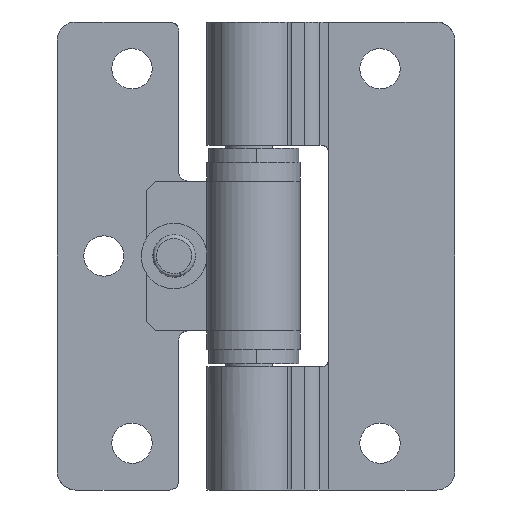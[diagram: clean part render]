
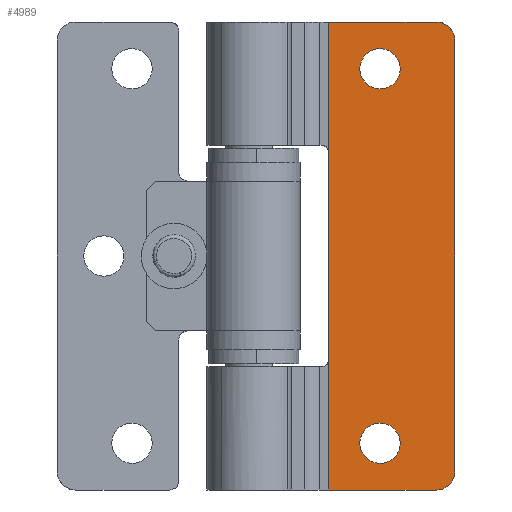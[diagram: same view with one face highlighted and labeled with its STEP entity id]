
A CAD part, front view. The second image highlights one B-rep face of the part: STEP entity #4989.
In plain terms, the highlighted free-form (B-spline) face has degree [1, 1] with [2, 2] control points.
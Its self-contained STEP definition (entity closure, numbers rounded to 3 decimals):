
#3139=CARTESIAN_POINT('',(13.5,5.0,7.15));
#3140=VERTEX_POINT('',#3139);
#3141=CARTESIAN_POINT('',(11.357,5.0,5.169));
#3142=VERTEX_POINT('',#3141);
#3143=CARTESIAN_POINT('',(13.5,5.0,7.15));
#3144=CARTESIAN_POINT('',(11.513,5.,7.15));
#3145=CARTESIAN_POINT('',(11.357,5.0,5.169));
#3153=(BOUNDED_CURVE()B_SPLINE_CURVE(2,(#3143,#3144,#3145),.UNSPECIFIED.,.F.,.U.)B_SPLINE_CURVE_WITH_KNOTS((3,3),(0.0,0.236),.UNSPECIFIED.)CURVE()GEOMETRIC_REPRESENTATION_ITEM()RATIONAL_B_SPLINE_CURVE((1.0,0.723,0.97))REPRESENTATION_ITEM(''));
#3154=EDGE_CURVE('',#3140,#3142,#3153,.T.);
#3195=CARTESIAN_POINT('',(15.643,5.0,4.831));
#3196=VERTEX_POINT('',#3195);
#3202=CARTESIAN_POINT('',(15.643,5.0,4.831));
#3203=CARTESIAN_POINT('',(15.65,5.0,4.916));
#3204=CARTESIAN_POINT('',(15.65,5.0,5.0));
#3205=CARTESIAN_POINT('',(15.65,5.,7.15));
#3206=CARTESIAN_POINT('',(13.5,5.0,7.15));
#3214=(BOUNDED_CURVE()B_SPLINE_CURVE(2,(#3202,#3203,#3204,#3205,#3206),.UNSPECIFIED.,.F.,.U.)B_SPLINE_CURVE_WITH_KNOTS((3,2,3),(0.736,0.75,1.0),.UNSPECIFIED.)CURVE()GEOMETRIC_REPRESENTATION_ITEM()RATIONAL_B_SPLINE_CURVE((0.97,0.984,1.0,0.707,1.0))REPRESENTATION_ITEM(''));
#3215=EDGE_CURVE('',#3196,#3140,#3214,.T.);
#3238=CARTESIAN_POINT('',(13.5,5.0,2.85));
#3239=VERTEX_POINT('',#3238);
#3240=CARTESIAN_POINT('',(11.357,5.0,5.169));
#3241=CARTESIAN_POINT('',(11.35,5.0,5.084));
#3242=CARTESIAN_POINT('',(11.35,5.0,5.0));
#3243=CARTESIAN_POINT('',(11.35,5.,2.85));
#3244=CARTESIAN_POINT('',(13.5,5.0,2.85));
#3252=(BOUNDED_CURVE()B_SPLINE_CURVE(2,(#3240,#3241,#3242,#3243,#3244),.UNSPECIFIED.,.F.,.U.)B_SPLINE_CURVE_WITH_KNOTS((3,2,3),(0.236,0.25,0.5),.UNSPECIFIED.)CURVE()GEOMETRIC_REPRESENTATION_ITEM()RATIONAL_B_SPLINE_CURVE((0.97,0.984,1.0,0.707,1.0))REPRESENTATION_ITEM(''));
#3253=EDGE_CURVE('',#3142,#3239,#3252,.T.);
#3255=CARTESIAN_POINT('',(13.5,5.0,2.85));
#3256=CARTESIAN_POINT('',(15.487,5.,2.85));
#3257=CARTESIAN_POINT('',(15.643,5.0,4.831));
#3265=(BOUNDED_CURVE()B_SPLINE_CURVE(2,(#3255,#3256,#3257),.UNSPECIFIED.,.F.,.U.)B_SPLINE_CURVE_WITH_KNOTS((3,3),(0.5,0.736),.UNSPECIFIED.)CURVE()GEOMETRIC_REPRESENTATION_ITEM()RATIONAL_B_SPLINE_CURVE((1.0,0.723,0.97))REPRESENTATION_ITEM(''));
#3266=EDGE_CURVE('',#3239,#3196,#3265,.T.);
#3321=CARTESIAN_POINT('',(13.5,5.0,47.15));
#3322=VERTEX_POINT('',#3321);
#3323=CARTESIAN_POINT('',(11.357,5.0,45.169));
#3324=VERTEX_POINT('',#3323);
#3325=CARTESIAN_POINT('',(13.5,5.0,47.15));
#3326=CARTESIAN_POINT('',(11.513,5.0,47.15));
#3327=CARTESIAN_POINT('',(11.357,5.,45.169));
#3335=(BOUNDED_CURVE()B_SPLINE_CURVE(2,(#3325,#3326,#3327),.UNSPECIFIED.,.F.,.U.)B_SPLINE_CURVE_WITH_KNOTS((3,3),(0.0,0.236),.UNSPECIFIED.)CURVE()GEOMETRIC_REPRESENTATION_ITEM()RATIONAL_B_SPLINE_CURVE((1.0,0.723,0.97))REPRESENTATION_ITEM(''));
#3336=EDGE_CURVE('',#3322,#3324,#3335,.T.);
#3377=CARTESIAN_POINT('',(15.643,5.0,44.831));
#3378=VERTEX_POINT('',#3377);
#3384=CARTESIAN_POINT('',(15.643,5.0,44.831));
#3385=CARTESIAN_POINT('',(15.65,5.0,44.916));
#3386=CARTESIAN_POINT('',(15.65,5.0,45.0));
#3387=CARTESIAN_POINT('',(15.65,5.,47.15));
#3388=CARTESIAN_POINT('',(13.5,5.0,47.15));
#3396=(BOUNDED_CURVE()B_SPLINE_CURVE(2,(#3384,#3385,#3386,#3387,#3388),.UNSPECIFIED.,.F.,.U.)B_SPLINE_CURVE_WITH_KNOTS((3,2,3),(0.736,0.75,1.0),.UNSPECIFIED.)CURVE()GEOMETRIC_REPRESENTATION_ITEM()RATIONAL_B_SPLINE_CURVE((0.97,0.984,1.0,0.707,1.0))REPRESENTATION_ITEM(''));
#3397=EDGE_CURVE('',#3378,#3322,#3396,.T.);
#3420=CARTESIAN_POINT('',(13.5,5.0,42.85));
#3421=VERTEX_POINT('',#3420);
#3422=CARTESIAN_POINT('',(11.357,5.0,45.169));
#3423=CARTESIAN_POINT('',(11.35,5.0,45.084));
#3424=CARTESIAN_POINT('',(11.35,5.0,45.0));
#3425=CARTESIAN_POINT('',(11.35,5.,42.85));
#3426=CARTESIAN_POINT('',(13.5,5.0,42.85));
#3434=(BOUNDED_CURVE()B_SPLINE_CURVE(2,(#3422,#3423,#3424,#3425,#3426),.UNSPECIFIED.,.F.,.U.)B_SPLINE_CURVE_WITH_KNOTS((3,2,3),(0.236,0.25,0.5),.UNSPECIFIED.)CURVE()GEOMETRIC_REPRESENTATION_ITEM()RATIONAL_B_SPLINE_CURVE((0.97,0.984,1.0,0.707,1.0))REPRESENTATION_ITEM(''));
#3435=EDGE_CURVE('',#3324,#3421,#3434,.T.);
#3437=CARTESIAN_POINT('',(13.5,5.0,42.85));
#3438=CARTESIAN_POINT('',(15.487,5.,42.85));
#3439=CARTESIAN_POINT('',(15.643,5.0,44.831));
#3447=(BOUNDED_CURVE()B_SPLINE_CURVE(2,(#3437,#3438,#3439),.UNSPECIFIED.,.F.,.U.)B_SPLINE_CURVE_WITH_KNOTS((3,3),(0.5,0.736),.UNSPECIFIED.)CURVE()GEOMETRIC_REPRESENTATION_ITEM()RATIONAL_B_SPLINE_CURVE((1.0,0.723,0.97))REPRESENTATION_ITEM(''));
#3448=EDGE_CURVE('',#3421,#3378,#3447,.T.);
#3516=CARTESIAN_POINT('',(19.5,5.0,50.0));
#3517=VERTEX_POINT('',#3516);
#3523=CARTESIAN_POINT('',(21.5,5.0,48.0));
#3524=VERTEX_POINT('',#3523);
#3525=CARTESIAN_POINT('',(21.5,5.0,48.0));
#3526=CARTESIAN_POINT('',(21.5,5.,50.0));
#3527=CARTESIAN_POINT('',(19.5,5.0,50.0));
#3535=(BOUNDED_CURVE()B_SPLINE_CURVE(2,(#3525,#3526,#3527),.UNSPECIFIED.,.F.,.U.)CURVE()GEOMETRIC_REPRESENTATION_ITEM()QUASI_UNIFORM_CURVE()RATIONAL_B_SPLINE_CURVE((1.0,0.707,1.0))REPRESENTATION_ITEM(''));
#3536=EDGE_CURVE('',#3524,#3517,#3535,.T.);
#3577=CARTESIAN_POINT('',(21.5,5.0,2.0));
#3578=VERTEX_POINT('',#3577);
#3584=CARTESIAN_POINT('',(19.5,5.0,0.0));
#3585=VERTEX_POINT('',#3584);
#3586=CARTESIAN_POINT('',(19.5,5.0,0.0));
#3587=CARTESIAN_POINT('',(21.5,5.,0.0));
#3588=CARTESIAN_POINT('',(21.5,5.0,2.0));
#3596=(BOUNDED_CURVE()B_SPLINE_CURVE(2,(#3586,#3587,#3588),.UNSPECIFIED.,.F.,.U.)CURVE()GEOMETRIC_REPRESENTATION_ITEM()QUASI_UNIFORM_CURVE()RATIONAL_B_SPLINE_CURVE((1.0,0.707,1.0))REPRESENTATION_ITEM(''));
#3597=EDGE_CURVE('',#3585,#3578,#3596,.T.);
#3825=CARTESIAN_POINT('',(8.,5.0,13.9));
#3826=VERTEX_POINT('',#3825);
#3884=CARTESIAN_POINT('',(8.0,5.,36.1));
#3885=VERTEX_POINT('',#3884);
#3886=CARTESIAN_POINT('',(8.0,5.,36.1));
#3887=CARTESIAN_POINT('',(8.,5.0,13.9));
#3888=QUASI_UNIFORM_CURVE('',1,(#3886,#3887),.UNSPECIFIED.,.F.,.U.);
#3889=EDGE_CURVE('',#3885,#3826,#3888,.T.);
#4182=CARTESIAN_POINT('',(8.,5.0,0.0));
#4183=VERTEX_POINT('',#4182);
#4184=CARTESIAN_POINT('',(19.5,5.0,0.0));
#4185=CARTESIAN_POINT('',(8.,5.0,0.0));
#4186=QUASI_UNIFORM_CURVE('',1,(#4184,#4185),.UNSPECIFIED.,.F.,.U.);
#4187=EDGE_CURVE('',#3585,#4183,#4186,.T.);
#4383=CARTESIAN_POINT('',(8.,5.0,50.0));
#4384=VERTEX_POINT('',#4383);
#4385=CARTESIAN_POINT('',(19.5,5.0,50.0));
#4386=CARTESIAN_POINT('',(8.,5.0,50.0));
#4387=QUASI_UNIFORM_CURVE('',1,(#4385,#4386),.UNSPECIFIED.,.F.,.U.);
#4388=EDGE_CURVE('',#3517,#4384,#4387,.T.);
#4762=CARTESIAN_POINT('',(8.,5.0,50.0));
#4763=CARTESIAN_POINT('',(8.0,5.,36.1));
#4764=QUASI_UNIFORM_CURVE('',1,(#4762,#4763),.UNSPECIFIED.,.F.,.U.);
#4765=EDGE_CURVE('',#4384,#3885,#4764,.T.);
#4781=CARTESIAN_POINT('',(21.5,5.0,48.0));
#4782=CARTESIAN_POINT('',(21.5,5.0,2.0));
#4783=QUASI_UNIFORM_CURVE('',1,(#4781,#4782),.UNSPECIFIED.,.F.,.U.);
#4784=EDGE_CURVE('',#3524,#3578,#4783,.T.);
#4958=CARTESIAN_POINT('',(7.326,5.0,52.497));
#4959=CARTESIAN_POINT('',(7.326,5.0,-2.498));
#4960=CARTESIAN_POINT('',(22.174,5.0,52.497));
#4961=CARTESIAN_POINT('',(22.174,5.0,-2.498));
#4962=B_SPLINE_SURFACE_WITH_KNOTS('',1,1,((#4958,#4960),(#4959,#4961)),.UNSPECIFIED.,.F.,.F.,.U.,(2,2),(2,2),(0.0,54.995),(0.0,14.849),.UNSPECIFIED.);
#4963=ORIENTED_EDGE('',*,*,#4187,.F.);
#4964=ORIENTED_EDGE('',*,*,#3597,.T.);
#4965=ORIENTED_EDGE('',*,*,#4784,.F.);
#4966=ORIENTED_EDGE('',*,*,#3536,.T.);
#4967=ORIENTED_EDGE('',*,*,#4388,.T.);
#4968=ORIENTED_EDGE('',*,*,#4765,.T.);
#4969=ORIENTED_EDGE('',*,*,#3889,.T.);
#4970=CARTESIAN_POINT('',(8.,5.0,13.9));
#4971=CARTESIAN_POINT('',(8.,5.0,0.0));
#4972=QUASI_UNIFORM_CURVE('',1,(#4970,#4971),.UNSPECIFIED.,.F.,.U.);
#4973=EDGE_CURVE('',#3826,#4183,#4972,.T.);
#4974=ORIENTED_EDGE('',*,*,#4973,.T.);
#4975=EDGE_LOOP('',(#4963,#4964,#4965,#4966,#4967,#4968,#4969,#4974));
#4976=FACE_OUTER_BOUND('',#4975,.T.);
#4977=ORIENTED_EDGE('',*,*,#3448,.F.);
#4978=ORIENTED_EDGE('',*,*,#3435,.F.);
#4979=ORIENTED_EDGE('',*,*,#3336,.F.);
#4980=ORIENTED_EDGE('',*,*,#3397,.F.);
#4981=EDGE_LOOP('',(#4977,#4978,#4979,#4980));
#4982=FACE_BOUND('',#4981,.T.);
#4983=ORIENTED_EDGE('',*,*,#3266,.F.);
#4984=ORIENTED_EDGE('',*,*,#3253,.F.);
#4985=ORIENTED_EDGE('',*,*,#3154,.F.);
#4986=ORIENTED_EDGE('',*,*,#3215,.F.);
#4987=EDGE_LOOP('',(#4983,#4984,#4985,#4986));
#4988=FACE_BOUND('',#4987,.T.);
#4989=ADVANCED_FACE('',(#4976,#4982,#4988),#4962,.T.);
